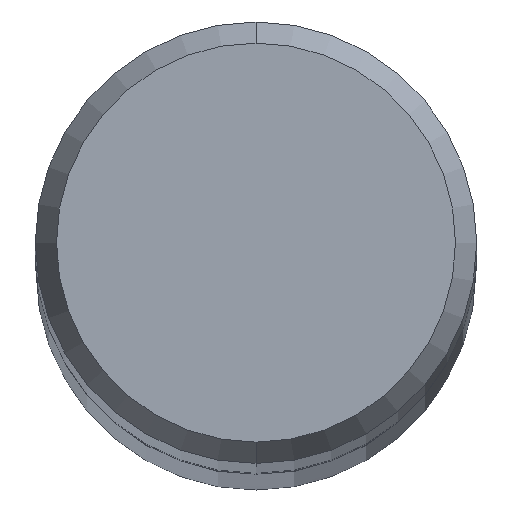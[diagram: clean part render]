
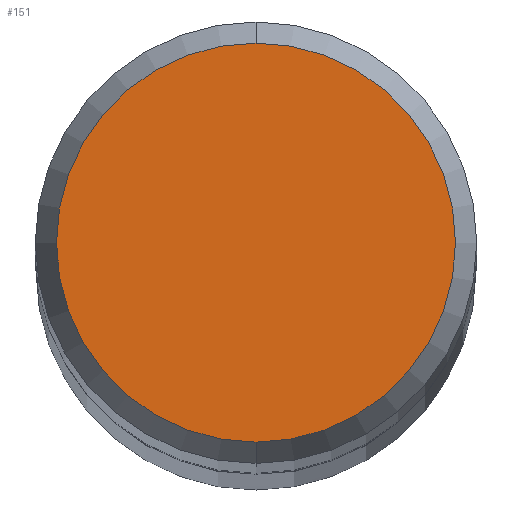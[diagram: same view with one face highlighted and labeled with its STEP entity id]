
A CAD part, top view. The second image highlights one B-rep face of the part: STEP entity #151.
In plain terms, the highlighted planar face has unit normal (0, 0, 1).
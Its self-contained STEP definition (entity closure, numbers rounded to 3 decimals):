
#151=ADVANCED_FACE('',(#309),#310,.T.);
#159=EDGE_CURVE('',#209,#207,#319,.T.);
#171=EDGE_CURVE('',#207,#209,#333,.T.);
#207=VERTEX_POINT('',#374);
#209=VERTEX_POINT('',#376);
#309=FACE_OUTER_BOUND('',#492,.T.);
#310=PLANE('',#493);
#319=CIRCLE('',#504,2.158);
#333=CIRCLE('',#523,2.158);
#374=CARTESIAN_POINT('',(0.0,2.158,0.0));
#376=CARTESIAN_POINT('',(0.,-2.158,0.0));
#492=EDGE_LOOP('',(#689,#690));
#493=AXIS2_PLACEMENT_3D('',#691,#692,#693);
#504=AXIS2_PLACEMENT_3D('',#704,#705,#706);
#523=AXIS2_PLACEMENT_3D('',#724,#725,#726);
#689=ORIENTED_EDGE('',*,*,#171,.F.);
#690=ORIENTED_EDGE('',*,*,#159,.F.);
#691=CARTESIAN_POINT('',(0.0,1.079,0.0));
#692=DIRECTION('',(-0.0,0.0,1.0));
#693=DIRECTION('',(0.0,-1.0,0.0));
#704=CARTESIAN_POINT('',(0.0,0.0,0.0));
#705=DIRECTION('',(0.0,0.0,-1.0));
#706=DIRECTION('',(0.0,1.0,0.0));
#724=CARTESIAN_POINT('',(0.0,0.0,0.0));
#725=DIRECTION('',(0.0,0.0,-1.0));
#726=DIRECTION('',(0.0,1.0,0.0));
